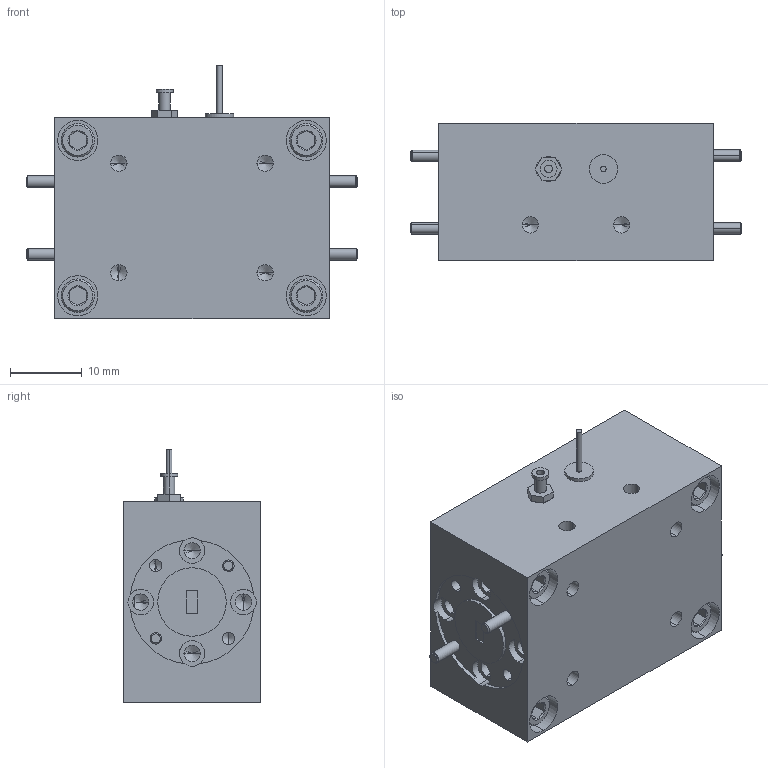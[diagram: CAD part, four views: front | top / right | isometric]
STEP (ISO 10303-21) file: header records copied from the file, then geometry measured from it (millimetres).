
FILE_DESCRIPTION (( 'STEP AP203' ), '1' );
FILE_NAME ('DMBX-12-141-A1, DF.STEP', '2018-03-14T22:13:38', ( '' ), ( '' ), 'SwSTEP 2.0', 'SolidWorks 2016', '' );
FILE_SCHEMA (( 'CONFIG_CONTROL_DESIGN' ));
Length unit declared in the file: inch
Products named in the file (1): DMBX-12-141-A1, DF
Bounding box: 46.04 x 19.05 x 35.18 mm (x, y, z)
Volume: 19535.8 mm3; surface area: 7369 mm2
Topology: 13 solids, 13 shells, 631 faces, 1607 edges, 1008 vertices
Faces by surface type: cylinder 380, cone 130, plane 111, bspline 10
Entity records: 24761 total; most frequent: CARTESIAN_POINT 10999, ORIENTED_EDGE 3118, DIRECTION 2658, EDGE_CURVE 1559, AXIS2_PLACEMENT_3D 1035, VERTEX_POINT 1008, EDGE_LOOP 687, FACE_OUTER_BOUND 631
